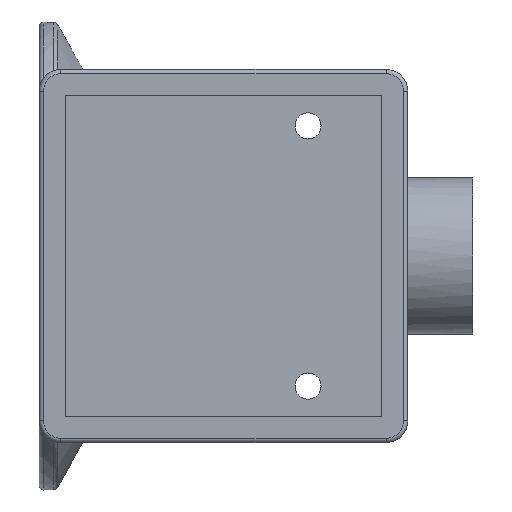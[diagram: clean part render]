
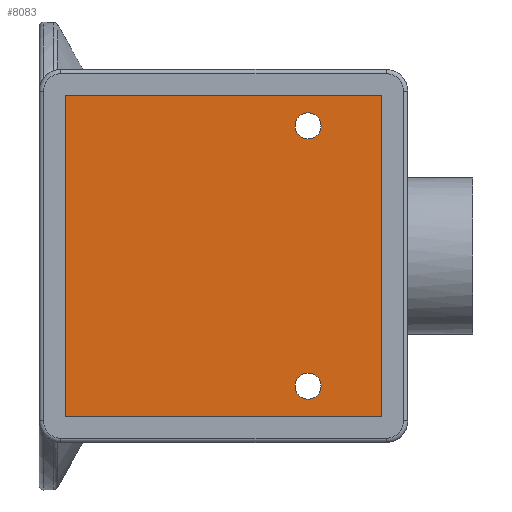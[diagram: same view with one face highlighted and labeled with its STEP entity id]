
A CAD part, front view. The second image highlights one B-rep face of the part: STEP entity #8083.
In plain terms, the highlighted planar face has unit normal (0, -1, 0).
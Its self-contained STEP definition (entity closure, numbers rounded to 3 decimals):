
#45 = DIRECTION ( 'NONE',  ( 0., 0., -1. ) ) ;
#239 = VECTOR ( 'NONE', #2608, 1000. ) ;
#292 = CARTESIAN_POINT ( 'NONE',  ( 67., -48.5, 37. ) ) ;
#429 = EDGE_CURVE ( 'NONE', #2425, #2425, #4918, .T. ) ;
#790 = LINE ( 'NONE', #5100, #239 ) ;
#1061 = EDGE_CURVE ( 'NONE', #7913, #5650, #790, .T. ) ;
#1181 = EDGE_CURVE ( 'NONE', #5650, #3253, #6150, .T. ) ;
#1252 = DIRECTION ( 'NONE',  ( 0., 0., -1. ) ) ;
#1282 = CARTESIAN_POINT ( 'NONE',  ( -6., -48.5, 37. ) ) ;
#1310 = LINE ( 'NONE', #6427, #3312 ) ;
#1683 = CARTESIAN_POINT ( 'NONE',  ( 67., -48.5, -37. ) ) ;
#1688 = EDGE_CURVE ( 'NONE', #4654, #4654, #2069, .T. ) ;
#1857 = VERTEX_POINT ( 'NONE', #1282 ) ;
#1871 = AXIS2_PLACEMENT_3D ( 'NONE', #7596, #9161, #1252 ) ;
#1961 = FACE_BOUND ( 'NONE', #3272, .T. ) ;
#2069 = CIRCLE ( 'NONE', #8719, 3. ) ;
#2162 = DIRECTION ( 'NONE',  ( 0., 0., -1. ) ) ;
#2217 = CARTESIAN_POINT ( 'NONE',  ( -6., -48.5, -37. ) ) ;
#2298 = CARTESIAN_POINT ( 'NONE',  ( -6., -48.5, 37. ) ) ;
#2425 = VERTEX_POINT ( 'NONE', #5327 ) ;
#2608 = DIRECTION ( 'NONE',  ( 1., 0., 0. ) ) ;
#2651 = EDGE_LOOP ( 'NONE', ( #3002 ) ) ;
#2728 = CARTESIAN_POINT ( 'NONE',  ( 67., -48.5, -37. ) ) ;
#2886 = ORIENTED_EDGE ( 'NONE', *, *, #1061, .T. ) ;
#2984 = ORIENTED_EDGE ( 'NONE', *, *, #7347, .T. ) ;
#3002 = ORIENTED_EDGE ( 'NONE', *, *, #1688, .T. ) ;
#3253 = VERTEX_POINT ( 'NONE', #292 ) ;
#3272 = EDGE_LOOP ( 'NONE', ( #4315 ) ) ;
#3312 = VECTOR ( 'NONE', #5530, 1000. ) ;
#3375 = FACE_BOUND ( 'NONE', #2651, .T. ) ;
#4315 = ORIENTED_EDGE ( 'NONE', *, *, #429, .T. ) ;
#4620 = VECTOR ( 'NONE', #2162, 1000. ) ;
#4654 = VERTEX_POINT ( 'NONE', #7554 ) ;
#4697 = FACE_OUTER_BOUND ( 'NONE', #8418, .T. ) ;
#4918 = CIRCLE ( 'NONE', #5405, 3. ) ;
#5021 = DIRECTION ( 'NONE',  ( 0., 1., 0. ) ) ;
#5097 = LINE ( 'NONE', #2298, #4620 ) ;
#5100 = CARTESIAN_POINT ( 'NONE',  ( -6., -48.5, -37. ) ) ;
#5327 = CARTESIAN_POINT ( 'NONE',  ( 50., -48.5, 27. ) ) ;
#5405 = AXIS2_PLACEMENT_3D ( 'NONE', #9344, #5021, #45 ) ;
#5505 = DIRECTION ( 'NONE',  ( 0., 0., -1. ) ) ;
#5530 = DIRECTION ( 'NONE',  ( -1., 0., 0. ) ) ;
#5650 = VERTEX_POINT ( 'NONE', #2728 ) ;
#5691 = VECTOR ( 'NONE', #6021, 1000. ) ;
#6021 = DIRECTION ( 'NONE',  ( 0., 0., 1. ) ) ;
#6111 = CARTESIAN_POINT ( 'NONE',  ( 50., -48.5, -30. ) ) ;
#6150 = LINE ( 'NONE', #1683, #5691 ) ;
#6214 = DIRECTION ( 'NONE',  ( 0., 1., 0. ) ) ;
#6272 = PLANE ( 'NONE',  #1871 ) ;
#6414 = EDGE_CURVE ( 'NONE', #3253, #1857, #1310, .T. ) ;
#6427 = CARTESIAN_POINT ( 'NONE',  ( 67., -48.5, 37. ) ) ;
#6999 = ORIENTED_EDGE ( 'NONE', *, *, #1181, .T. ) ;
#7296 = ORIENTED_EDGE ( 'NONE', *, *, #6414, .T. ) ;
#7347 = EDGE_CURVE ( 'NONE', #1857, #7913, #5097, .T. ) ;
#7554 = CARTESIAN_POINT ( 'NONE',  ( 50., -48.5, -33. ) ) ;
#7596 = CARTESIAN_POINT ( 'NONE',  ( 0., -48.5, 0. ) ) ;
#7913 = VERTEX_POINT ( 'NONE', #2217 ) ;
#8083 = ADVANCED_FACE ( 'NONE', ( #4697, #3375, #1961 ), #6272, .T. ) ;
#8418 = EDGE_LOOP ( 'NONE', ( #7296, #2984, #2886, #6999 ) ) ;
#8719 = AXIS2_PLACEMENT_3D ( 'NONE', #6111, #6214, #5505 ) ;
#9161 = DIRECTION ( 'NONE',  ( 0., -1., 0. ) ) ;
#9344 = CARTESIAN_POINT ( 'NONE',  ( 50., -48.5, 30. ) ) ;
